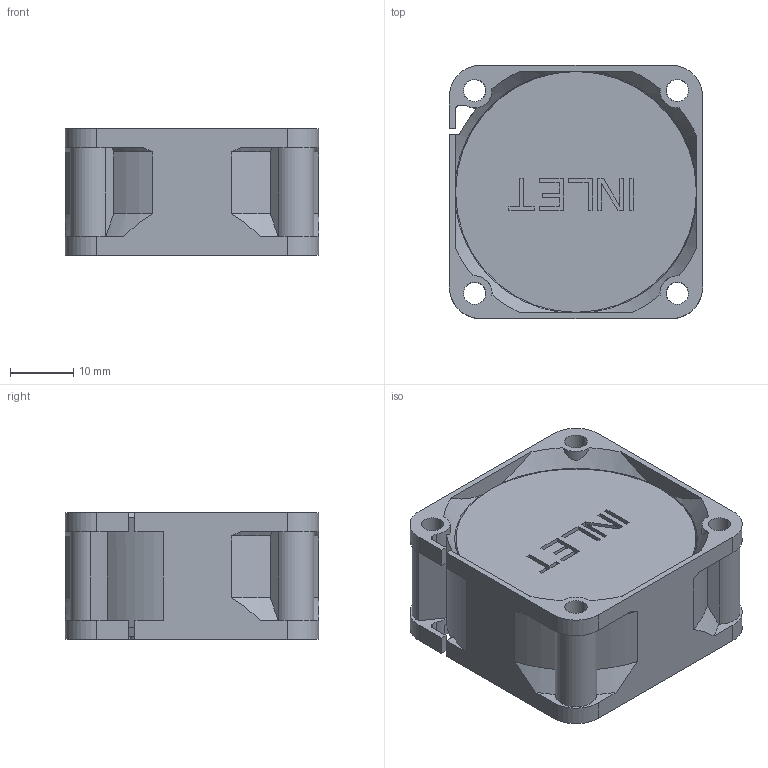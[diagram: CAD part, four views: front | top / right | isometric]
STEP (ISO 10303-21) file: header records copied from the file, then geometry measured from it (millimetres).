
FILE_DESCRIPTION((''),'2;1');
FILE_NAME('4102113800','2021-09-13T',('ALLEN.HSUEH'),(''),'CREO PARAMETRIC BY PTC INC, 2015080','CREO PARAMETRIC BY PTC INC, 2015080','');
FILE_SCHEMA(('AUTOMOTIVE_DESIGN { 1 0 10303 214 1 1 1 1 }'));
Length unit declared in the file: millimetre
Products named in the file (1): 4102113800
Bounding box: 40 x 40 x 20 mm (x, y, z)
Volume: 24916.9 mm3; surface area: 9035.3 mm2
Topology: 1 solids, 1 shells, 316 faces, 925 edges, 626 vertices
Faces by surface type: plane 217, cylinder 66, cone 23, torus 5, bspline 5
Entity records: 11179 total; most frequent: CARTESIAN_POINT 2706, ORIENTED_EDGE 1850, DIRECTION 1629, EDGE_CURVE 925, VECTOR 649, LINE 649, VERTEX_POINT 626, AXIS2_PLACEMENT_3D 490
